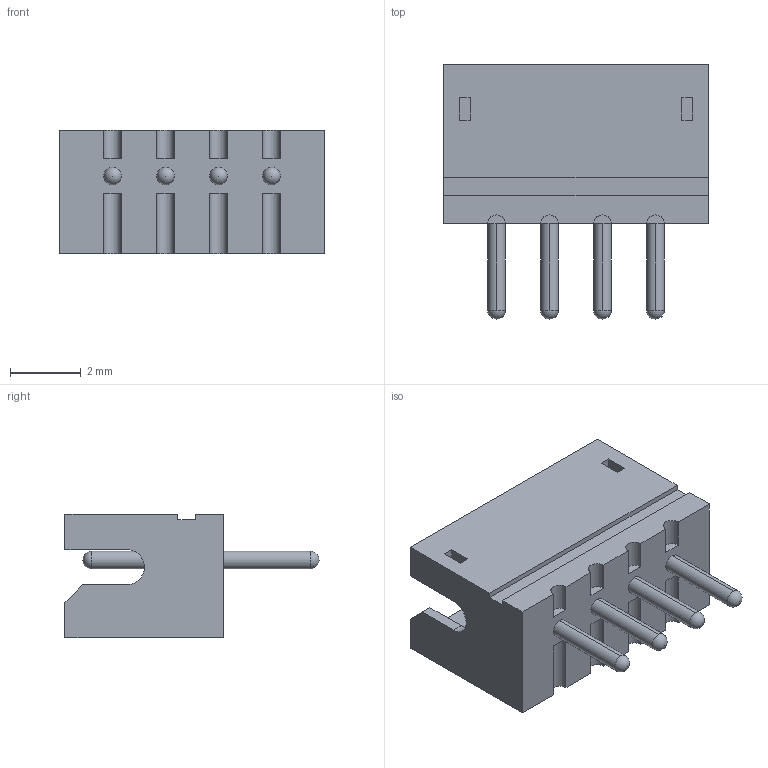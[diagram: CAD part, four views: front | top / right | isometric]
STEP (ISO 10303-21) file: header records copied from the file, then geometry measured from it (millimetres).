
FILE_DESCRIPTION (( 'STEP AP214' ), '1' );
FILE_NAME ('jst-1.5mm-4P.STEP', '2022-01-17T22:55:40', ( '' ), ( '' ), 'SwSTEP 2.0', 'SolidWorks 2019', '' );
FILE_SCHEMA (( 'AUTOMOTIVE_DESIGN' ));
Length unit declared in the file: millimetre
Products named in the file (1): jst-1.5mm-4P
Bounding box: 7.5 x 7.2 x 3.5 mm (x, y, z)
Volume: 39.8 mm3; surface area: 265.8 mm2
Topology: 1 solids, 1 shells, 72 faces, 210 edges, 140 vertices
Faces by surface type: plane 38, cylinder 26, sphere 8
Entity records: 2508 total; most frequent: DIRECTION 384, CARTESIAN_POINT 383, ORIENTED_EDGE 372, EDGE_CURVE 186, LINE 134, VECTOR 134, AXIS2_PLACEMENT_3D 125, VERTEX_POINT 124
